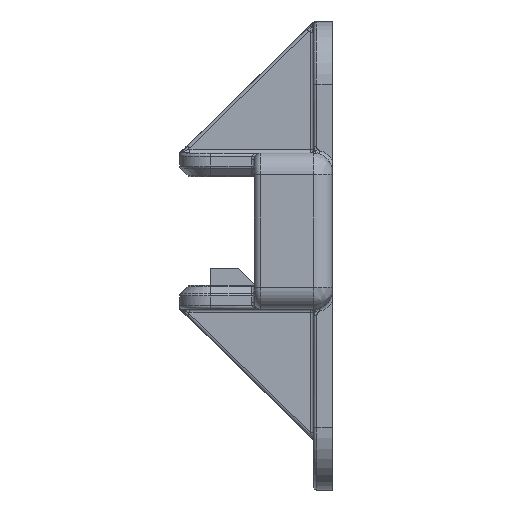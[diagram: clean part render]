
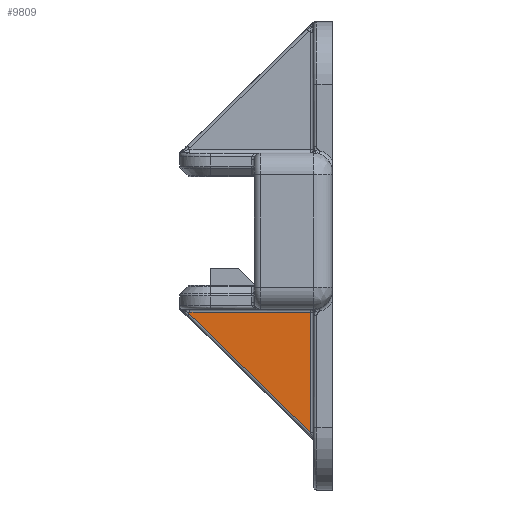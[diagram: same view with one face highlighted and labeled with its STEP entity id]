
A CAD part, left-side view. The second image highlights one B-rep face of the part: STEP entity #9809.
In plain terms, the highlighted planar face has unit normal (-1, 0, 0).
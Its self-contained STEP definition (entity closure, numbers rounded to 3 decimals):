
#503=LINE('',#38939,#1005);
#509=LINE('',#39039,#1011);
#511=LINE('',#39042,#1013);
#1005=VECTOR('',#12261,10.);
#1011=VECTOR('',#12283,10.);
#1013=VECTOR('',#12287,10.);
#1374=PLANE('',#10677);
#1846=FACE_OUTER_BOUND('',#2469,.T.);
#2469=EDGE_LOOP('',(#7965,#7966,#7967,#7968,#7969));
#2816=CIRCLE('',#10153,0.181);
#3099=CIRCLE('',#10567,0.181);
#3936=VERTEX_POINT('',#26053);
#3937=VERTEX_POINT('',#26060);
#4381=VERTEX_POINT('',#38925);
#4383=VERTEX_POINT('',#38931);
#4386=VERTEX_POINT('',#38997);
#4936=EDGE_CURVE('',#3936,#3937,#2816,.T.);
#5604=EDGE_CURVE('',#4383,#4381,#503,.T.);
#5608=EDGE_CURVE('',#4386,#3936,#3099,.T.);
#5614=EDGE_CURVE('',#4381,#4386,#509,.T.);
#5616=EDGE_CURVE('',#3937,#4383,#511,.T.);
#7965=ORIENTED_EDGE('',*,*,#5608,.F.);
#7966=ORIENTED_EDGE('',*,*,#5614,.F.);
#7967=ORIENTED_EDGE('',*,*,#5604,.F.);
#7968=ORIENTED_EDGE('',*,*,#5616,.F.);
#7969=ORIENTED_EDGE('',*,*,#4936,.F.);
#9809=ADVANCED_FACE('',(#1846),#1374,.F.);
#10153=AXIS2_PLACEMENT_3D('',#26061,#11264,#11265);
#10567=AXIS2_PLACEMENT_3D('',#38999,#12268,#12269);
#10677=AXIS2_PLACEMENT_3D('',#39273,#12575,#12576);
#11264=DIRECTION('center_axis',(1.,0.,0.));
#11265=DIRECTION('ref_axis',(0.,0.926,0.377));
#12261=DIRECTION('',(0.,0.,-1.));
#12268=DIRECTION('center_axis',(1.,0.,0.));
#12269=DIRECTION('ref_axis',(0.,0.926,0.377));
#12283=DIRECTION('',(0.,0.715,0.699));
#12287=DIRECTION('',(0.,-1.,0.));
#12575=DIRECTION('center_axis',(1.,0.,0.));
#12576=DIRECTION('ref_axis',(0.,0.,-1.));
#26053=CARTESIAN_POINT('',(20.25,22.996,-46.613));
#26060=CARTESIAN_POINT('',(20.25,22.829,-46.5));
#26061=CARTESIAN_POINT('Origin',(20.25,22.829,-46.681));
#38925=CARTESIAN_POINT('',(20.25,3.5,-65.813));
#38931=CARTESIAN_POINT('',(20.25,3.5,-46.5));
#38939=CARTESIAN_POINT('',(20.25,3.5,-31.585));
#38997=CARTESIAN_POINT('',(20.25,22.955,-46.81));
#38999=CARTESIAN_POINT('Origin',(20.25,22.829,-46.681));
#39039=CARTESIAN_POINT('',(20.25,12.99,-56.543));
#39042=CARTESIAN_POINT('',(20.25,5.271,-46.5));
#39273=CARTESIAN_POINT('Origin',(20.25,10.542,-25.67));
